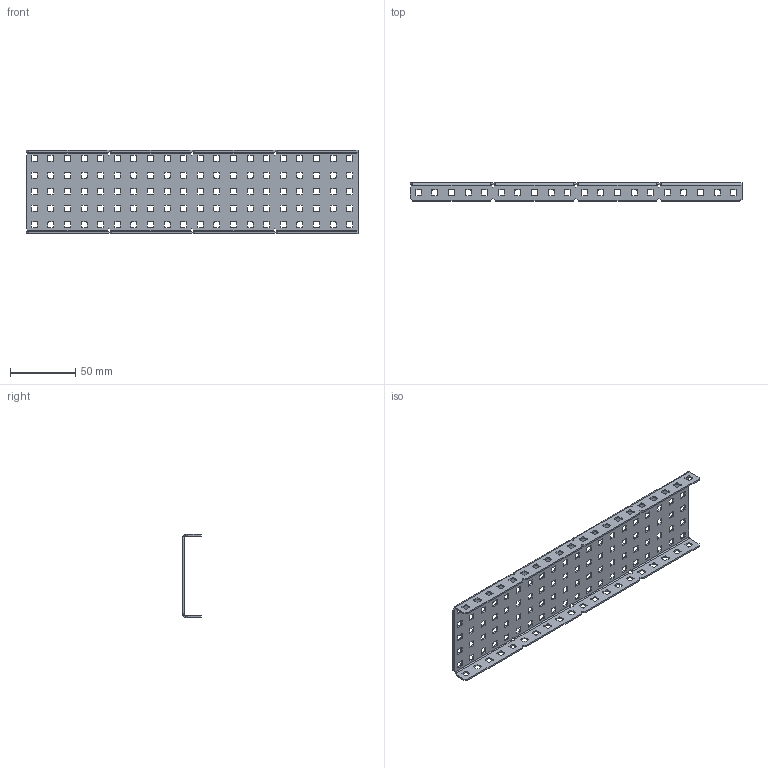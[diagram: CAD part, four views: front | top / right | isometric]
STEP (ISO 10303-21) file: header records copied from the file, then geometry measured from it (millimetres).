
FILE_DESCRIPTION(/* description */ (''),/* implementation_level */ '2;1');
FILE_NAME(/* name */ 'C-Channel 1x5x1x20_MIR.ipt.step',/* time_stamp */ '2020-04-16T23:02:23-04:00',/* author */ ('Jordan'),/* organization */ (''),/* preprocessor_version */ 'ST-DEVELOPER v17',/* originating_system */ 'Autodesk Inventor 2019',/* authorisation */ '');
FILE_SCHEMA (('AUTOMOTIVE_DESIGN { 1 0 10303 214 3 1 1 }'));
Length unit declared in the file: inch
Products named in the file (1): C-Channel 1x5x1x20_MIR
Bounding box: 254 x 13.87 x 63.5 mm (x, y, z)
Volume: 22425.2 mm3; surface area: 42175.6 mm2
Topology: 1 solids, 1 shells, 1230 faces, 3830 edges, 2596 vertices
Faces by surface type: plane 626, cylinder 576, bspline 28
Entity records: 45470 total; most frequent: CARTESIAN_POINT 8815, DIRECTION 7438, ORIENTED_EDGE 7368, EDGE_CURVE 3684, LINE 2504, VECTOR 2504, AXIS2_PLACEMENT_3D 2467, VERTEX_POINT 2444
